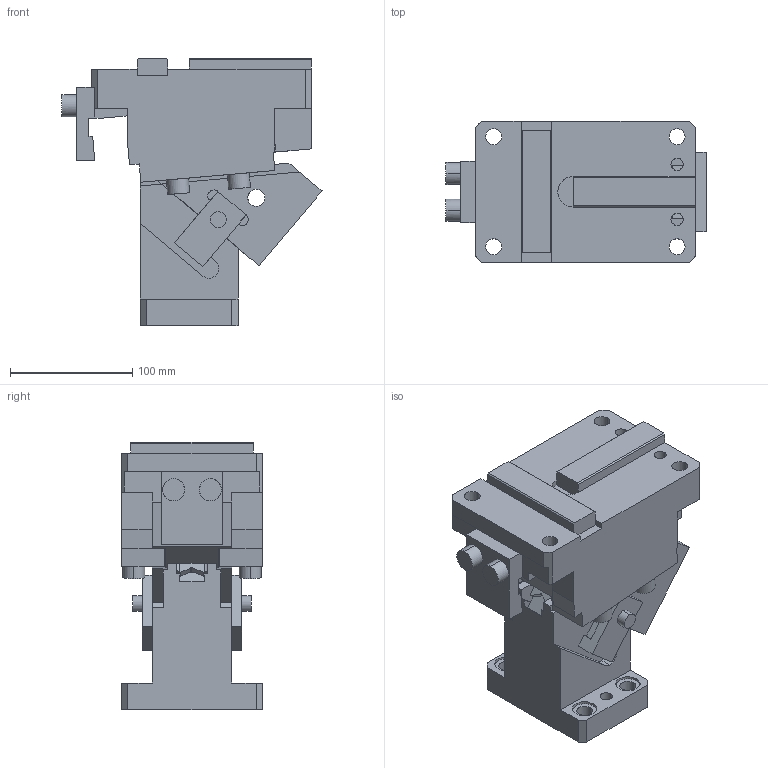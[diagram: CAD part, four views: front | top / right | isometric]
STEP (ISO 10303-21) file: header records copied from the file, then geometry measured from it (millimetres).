
FILE_DESCRIPTION(('CATIA V5 STEP Exchange'),'2;1');
FILE_NAME('CACK_65_40.stp','2015-04-22T15:52:42+00:00',('none'),('none'),'CATIA Version 5 Release 19 SP 2 (IN-10)','CATIA V5 STEP AP203','none');
FILE_SCHEMA(('CONFIG_CONTROL_DESIGN'));
Length unit declared in the file: millimetre
Products named in the file (1): CACK_65_40
Bounding box: 212.72 x 115 x 219 mm (x, y, z)
Volume: 2343097.8 mm3; surface area: 266820.8 mm2
Topology: 3 solids, 3 shells, 282 faces, 756 edges, 495 vertices
Faces by surface type: plane 196, cylinder 84, cone 2
Entity records: 9152 total; most frequent: CARTESIAN_POINT 2142, ORIENTED_EDGE 1508, DIRECTION 1253, EDGE_CURVE 754, VECTOR 584, LINE 584, VERTEX_POINT 495, AXIS2_PLACEMENT_3D 406
